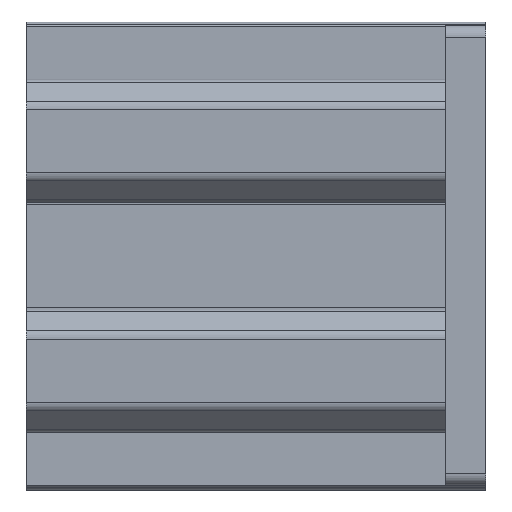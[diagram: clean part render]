
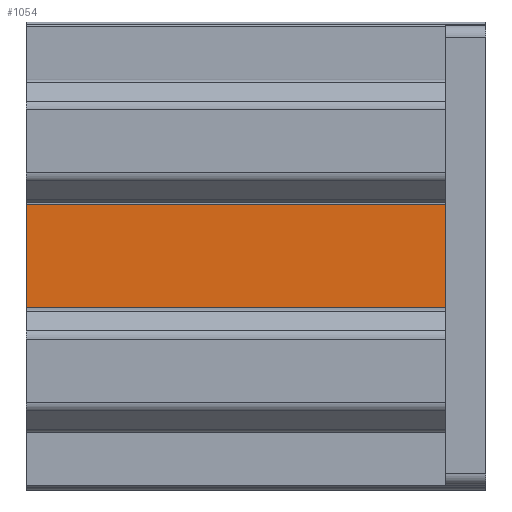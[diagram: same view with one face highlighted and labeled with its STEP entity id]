
A CAD part, top view. The second image highlights one B-rep face of the part: STEP entity #1054.
In plain terms, the highlighted planar face has unit normal (0, 0, 1).
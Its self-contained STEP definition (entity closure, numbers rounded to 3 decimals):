
#26=PLANE('',#1143);
#61=FACE_OUTER_BOUND('',#118,.T.);
#118=EDGE_LOOP('',(#784,#785,#786,#787));
#203=LINE('',#1646,#318);
#206=LINE('',#1652,#321);
#209=LINE('',#1657,#324);
#210=LINE('',#1659,#325);
#318=VECTOR('',#1306,10.);
#321=VECTOR('',#1311,10.);
#324=VECTOR('',#1316,10.);
#325=VECTOR('',#1319,10.);
#491=VERTEX_POINT('',#1643);
#492=VERTEX_POINT('',#1645);
#493=VERTEX_POINT('',#1649);
#494=VERTEX_POINT('',#1651);
#603=EDGE_CURVE('',#492,#491,#203,.T.);
#606=EDGE_CURVE('',#494,#493,#206,.T.);
#609=EDGE_CURVE('',#493,#492,#209,.T.);
#610=EDGE_CURVE('',#494,#491,#210,.T.);
#784=ORIENTED_EDGE('',*,*,#606,.T.);
#785=ORIENTED_EDGE('',*,*,#609,.T.);
#786=ORIENTED_EDGE('',*,*,#603,.T.);
#787=ORIENTED_EDGE('',*,*,#610,.F.);
#1054=ADVANCED_FACE('',(#61),#26,.F.);
#1143=AXIS2_PLACEMENT_3D('',#1658,#1317,#1318);
#1306=DIRECTION('',(-1.,0.,0.));
#1311=DIRECTION('',(1.,0.,0.));
#1316=DIRECTION('',(0.,1.,0.));
#1317=DIRECTION('center_axis',(0.,0.,-1.));
#1318=DIRECTION('ref_axis',(0.,1.,0.));
#1319=DIRECTION('',(0.,1.,0.));
#1643=CARTESIAN_POINT('',(0.,29.5,54.525));
#1645=CARTESIAN_POINT('',(39.,29.5,54.525));
#1646=CARTESIAN_POINT('',(0.,29.5,54.525));
#1649=CARTESIAN_POINT('',(39.,20.5,54.525));
#1651=CARTESIAN_POINT('',(0.,20.5,54.525));
#1652=CARTESIAN_POINT('',(0.,20.5,54.525));
#1657=CARTESIAN_POINT('',(39.,20.,54.525));
#1658=CARTESIAN_POINT('Origin',(0.,20.,54.525));
#1659=CARTESIAN_POINT('',(0.,22.5,54.525));
